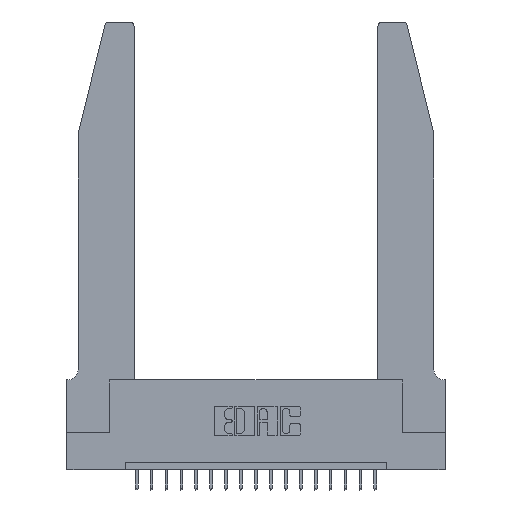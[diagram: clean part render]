
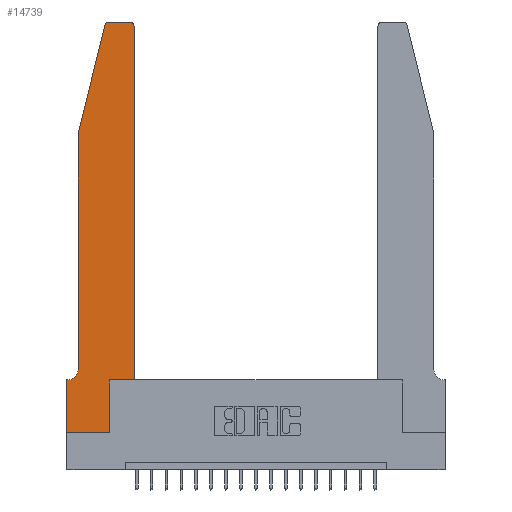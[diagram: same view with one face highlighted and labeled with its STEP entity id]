
A CAD part, top view. The second image highlights one B-rep face of the part: STEP entity #14739.
In plain terms, the highlighted planar face has unit normal (0, 0, 1).
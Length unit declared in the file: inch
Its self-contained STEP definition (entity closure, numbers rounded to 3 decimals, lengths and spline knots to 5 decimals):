
#233 = CARTESIAN_POINT ( 'NONE',  ( 0.4505, 2.72, 0.37 ) ) ;
#409 = VECTOR ( 'NONE', #5880, 39.37008 ) ;
#722 = DIRECTION ( 'NONE',  ( 0., 0., 1. ) ) ;
#746 = VERTEX_POINT ( 'NONE', #10636 ) ;
#799 = ORIENTED_EDGE ( 'NONE', *, *, #2459, .T. ) ;
#800 = LINE ( 'NONE', #3973, #9527 ) ;
#862 = DIRECTION ( 'NONE',  ( -0.239, -0.971, 0. ) ) ;
#1287 = VECTOR ( 'NONE', #11878, 39.37008 ) ;
#1340 = EDGE_CURVE ( 'NONE', #2542, #12523, #800, .T. ) ;
#1851 = EDGE_CURVE ( 'NONE', #16074, #746, #5823, .T. ) ;
#1904 = CARTESIAN_POINT ( 'NONE',  ( 0.2605, 2.75, 0.37 ) ) ;
#2379 = DIRECTION ( 'NONE',  ( 0., -1., 0. ) ) ;
#2459 = EDGE_CURVE ( 'NONE', #18012, #3467, #7468, .T. ) ;
#2542 = VERTEX_POINT ( 'NONE', #5077 ) ;
#2683 = DIRECTION ( 'NONE',  ( 0., 1., 0. ) ) ;
#2842 = EDGE_CURVE ( 'NONE', #18748, #5107, #17649, .T. ) ;
#3085 = CARTESIAN_POINT ( 'NONE',  ( 0.4505, 0.35, 0.37 ) ) ;
#3236 = EDGE_CURVE ( 'NONE', #3467, #2542, #9626, .T. ) ;
#3343 = EDGE_CURVE ( 'NONE', #14287, #20464, #9786, .T. ) ;
#3354 = EDGE_CURVE ( 'NONE', #12523, #18748, #4290, .T. ) ;
#3467 = VERTEX_POINT ( 'NONE', #6165 ) ;
#3558 = CARTESIAN_POINT ( 'NONE',  ( 0.0755, 0.42, 0.37 ) ) ;
#3755 = AXIS2_PLACEMENT_3D ( 'NONE', #12095, #10916, #10520 ) ;
#3763 = ORIENTED_EDGE ( 'NONE', *, *, #12004, .T. ) ;
#3887 = CIRCLE ( 'NONE', #9658, 0.07 ) ;
#3973 = CARTESIAN_POINT ( 'NONE',  ( 0., 0., 0.37 ) ) ;
#4165 = CARTESIAN_POINT ( 'NONE',  ( 0.0755, 0.35, 0.37 ) ) ;
#4290 = LINE ( 'NONE', #10781, #14186 ) ;
#4347 = VECTOR ( 'NONE', #19311, 39.37008 ) ;
#4511 = CARTESIAN_POINT ( 'NONE',  ( 0.0055, 0.35, 0.37 ) ) ;
#4673 = ORIENTED_EDGE ( 'NONE', *, *, #13865, .T. ) ;
#5077 = CARTESIAN_POINT ( 'NONE',  ( 0., 0., 0.37 ) ) ;
#5107 = VERTEX_POINT ( 'NONE', #20230 ) ;
#5378 = DIRECTION ( 'NONE',  ( -1., 0., 0. ) ) ;
#5411 = LINE ( 'NONE', #15500, #1287 ) ;
#5759 = CARTESIAN_POINT ( 'NONE',  ( 0.0755, 2., 0.37 ) ) ;
#5823 = CIRCLE ( 'NONE', #3755, 0.03 ) ;
#5880 = DIRECTION ( 'NONE',  ( -1., 0., 0. ) ) ;
#5927 = CARTESIAN_POINT ( 'NONE',  ( 0., 0., 0.37 ) ) ;
#6165 = CARTESIAN_POINT ( 'NONE',  ( 0., 0.35, 0.37 ) ) ;
#7468 = LINE ( 'NONE', #4165, #409 ) ;
#7715 = ORIENTED_EDGE ( 'NONE', *, *, #18993, .T. ) ;
#7978 = ORIENTED_EDGE ( 'NONE', *, *, #8140, .T. ) ;
#8140 = EDGE_CURVE ( 'NONE', #20464, #18785, #11056, .T. ) ;
#8589 = DIRECTION ( 'NONE',  ( 1., 0., 0. ) ) ;
#8649 = VECTOR ( 'NONE', #862, 39.37008 ) ;
#8659 = VERTEX_POINT ( 'NONE', #3558 ) ;
#8729 = LINE ( 'NONE', #1904, #14515 ) ;
#9353 = CARTESIAN_POINT ( 'NONE',  ( 0.2865, 0.35, 0.37 ) ) ;
#9457 = EDGE_LOOP ( 'NONE', ( #11354, #11422, #7978, #3763, #4673, #799, #19400, #11248, #13105, #13499, #7715, #18780 ) ) ;
#9527 = VECTOR ( 'NONE', #12357, 39.37008 ) ;
#9626 = LINE ( 'NONE', #5927, #4347 ) ;
#9658 = AXIS2_PLACEMENT_3D ( 'NONE', #13415, #16862, #5378 ) ;
#9683 = VECTOR ( 'NONE', #2379, 39.37008 ) ;
#9786 = CIRCLE ( 'NONE', #20654, 0.03 ) ;
#10520 = DIRECTION ( 'NONE',  ( 1., 0., 0. ) ) ;
#10636 = CARTESIAN_POINT ( 'NONE',  ( 0.4205, 2.75, 0.37 ) ) ;
#10781 = CARTESIAN_POINT ( 'NONE',  ( 0.2865, 0.35, 0.37 ) ) ;
#10916 = DIRECTION ( 'NONE',  ( 0., 0., 1. ) ) ;
#11056 = LINE ( 'NONE', #5759, #8649 ) ;
#11248 = ORIENTED_EDGE ( 'NONE', *, *, #1340, .T. ) ;
#11354 = ORIENTED_EDGE ( 'NONE', *, *, #17380, .T. ) ;
#11422 = ORIENTED_EDGE ( 'NONE', *, *, #3343, .T. ) ;
#11620 = LINE ( 'NONE', #19920, #9683 ) ;
#11694 = DIRECTION ( 'NONE',  ( -1., 0., 0. ) ) ;
#11878 = DIRECTION ( 'NONE',  ( 0., 1., 0. ) ) ;
#11981 = FACE_OUTER_BOUND ( 'NONE', #9457, .T. ) ;
#12004 = EDGE_CURVE ( 'NONE', #18785, #8659, #11620, .T. ) ;
#12095 = CARTESIAN_POINT ( 'NONE',  ( 0.4205, 2.72, 0.37 ) ) ;
#12357 = DIRECTION ( 'NONE',  ( 1., 0., 0. ) ) ;
#12523 = VERTEX_POINT ( 'NONE', #12709 ) ;
#12524 = CARTESIAN_POINT ( 'NONE',  ( 0.0755, 2., 0.37 ) ) ;
#12709 = CARTESIAN_POINT ( 'NONE',  ( 0.2865, 0., 0.37 ) ) ;
#13105 = ORIENTED_EDGE ( 'NONE', *, *, #3354, .T. ) ;
#13415 = CARTESIAN_POINT ( 'NONE',  ( 0.0055, 0.42, 0.37 ) ) ;
#13499 = ORIENTED_EDGE ( 'NONE', *, *, #2842, .T. ) ;
#13865 = EDGE_CURVE ( 'NONE', #8659, #18012, #3887, .T. ) ;
#14154 = CARTESIAN_POINT ( 'NONE',  ( 0.284, 2.72, 0.37 ) ) ;
#14186 = VECTOR ( 'NONE', #2683, 39.37008 ) ;
#14287 = VERTEX_POINT ( 'NONE', #18735 ) ;
#14515 = VECTOR ( 'NONE', #11694, 39.37008 ) ;
#14739 = ADVANCED_FACE ( 'NONE', ( #11981 ), #19959, .T. ) ;
#15004 = VECTOR ( 'NONE', #8589, 39.37008 ) ;
#15276 = CARTESIAN_POINT ( 'NONE',  ( 0., 0.35, 0.37 ) ) ;
#15500 = CARTESIAN_POINT ( 'NONE',  ( 0.4505, 0.35, 0.37 ) ) ;
#15980 = DIRECTION ( 'NONE',  ( 1., 0., 0. ) ) ;
#16074 = VERTEX_POINT ( 'NONE', #233 ) ;
#16862 = DIRECTION ( 'NONE',  ( 0., 0., -1. ) ) ;
#17096 = DIRECTION ( 'NONE',  ( 1., 0., 0. ) ) ;
#17178 = AXIS2_PLACEMENT_3D ( 'NONE', #15276, #722, #17096 ) ;
#17380 = EDGE_CURVE ( 'NONE', #746, #14287, #8729, .T. ) ;
#17649 = LINE ( 'NONE', #3085, #15004 ) ;
#18012 = VERTEX_POINT ( 'NONE', #4511 ) ;
#18380 = CARTESIAN_POINT ( 'NONE',  ( 0.25487, 2.72718, 0.37 ) ) ;
#18735 = CARTESIAN_POINT ( 'NONE',  ( 0.284, 2.75, 0.37 ) ) ;
#18748 = VERTEX_POINT ( 'NONE', #9353 ) ;
#18780 = ORIENTED_EDGE ( 'NONE', *, *, #1851, .T. ) ;
#18785 = VERTEX_POINT ( 'NONE', #12524 ) ;
#18993 = EDGE_CURVE ( 'NONE', #5107, #16074, #5411, .T. ) ;
#19311 = DIRECTION ( 'NONE',  ( 0., -1., 0. ) ) ;
#19400 = ORIENTED_EDGE ( 'NONE', *, *, #3236, .T. ) ;
#19920 = CARTESIAN_POINT ( 'NONE',  ( 0.0755, 2., 0.37 ) ) ;
#19959 = PLANE ( 'NONE',  #17178 ) ;
#20230 = CARTESIAN_POINT ( 'NONE',  ( 0.4505, 0.35, 0.37 ) ) ;
#20464 = VERTEX_POINT ( 'NONE', #18380 ) ;
#20654 = AXIS2_PLACEMENT_3D ( 'NONE', #14154, #20664, #15980 ) ;
#20664 = DIRECTION ( 'NONE',  ( 0., 0., 1. ) ) ;
